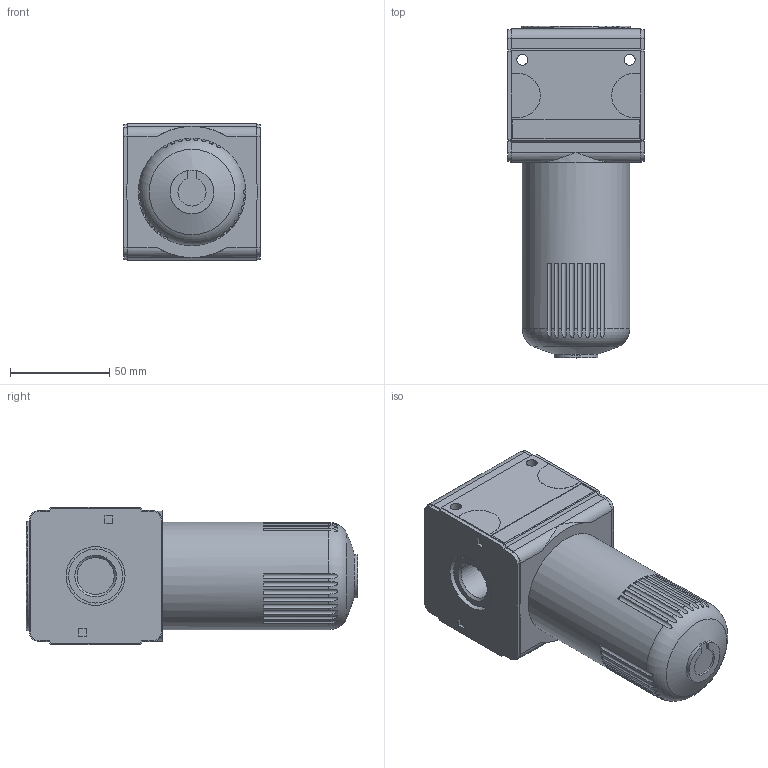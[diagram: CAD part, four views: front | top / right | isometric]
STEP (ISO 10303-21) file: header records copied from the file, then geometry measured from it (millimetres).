
FILE_DESCRIPTION( ( 'STEP AP203' ), ' ' );
FILE_NAME( '9.1333.970.stp', '2017-04-10T11:52:32', ( '' ), ( '' ), ' ', 'PARTsolutions', ' ' );
FILE_SCHEMA( ( 'CONFIG_CONTROL_DESIGN' ) );
Length unit declared in the file: millimetre
Products named in the file (3): 9.1333.970; _FA 33 K-00000-G; _FA 33 K--P1
Assembly tree (2 placements, depth 2):
  9.1333.970
    _FA 33 K-00000-G
    _FA 33 K--P1
Bounding box: 68.8 x 167 x 69.2 mm (x, y, z)
Volume: 514321.3 mm3; surface area: 53099.3 mm2
Topology: 2 solids, 2 shells, 196 faces, 518 edges, 342 vertices
Faces by surface type: plane 130, cylinder 60, cone 3, torus 2, sphere 1
Full cylindrical faces by diameter (mm): 5.5 x2, 18.631 x2, 22 x1, 23 x1, 27.2 x1, 27.3 x1, 29.6 x2, 54 x1, 55 x1
Entity records: 6888 total; most frequent: CARTESIAN_POINT 1914, DIRECTION 1010, ORIENTED_EDGE 996, EDGE_CURVE 498, AXIS2_PLACEMENT_3D 343, VERTEX_POINT 339, LINE 324, VECTOR 324
